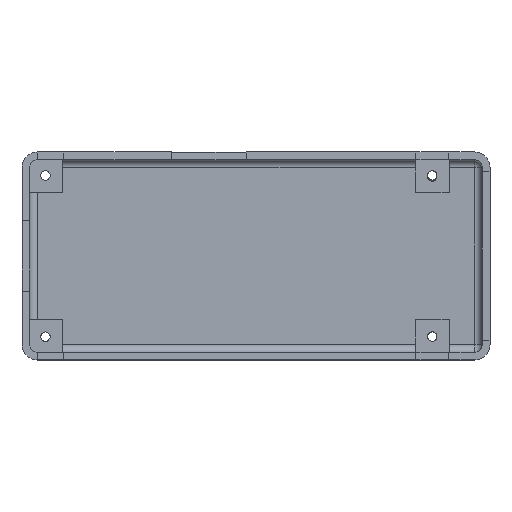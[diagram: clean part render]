
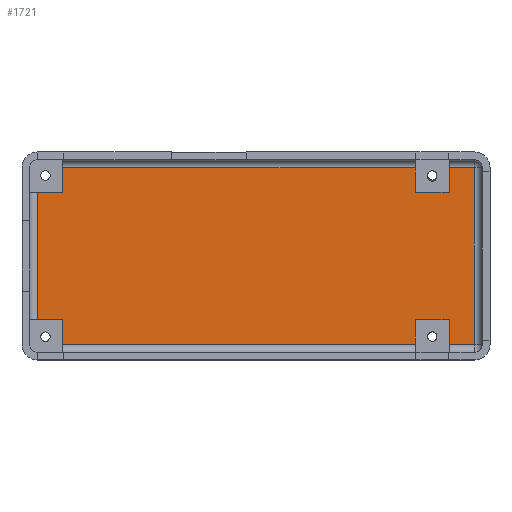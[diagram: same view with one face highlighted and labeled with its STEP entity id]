
A CAD part, top view. The second image highlights one B-rep face of the part: STEP entity #1721.
In plain terms, the highlighted planar face has unit normal (0, 0, 1).
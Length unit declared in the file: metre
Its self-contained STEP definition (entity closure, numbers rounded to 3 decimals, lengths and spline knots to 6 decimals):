
#200=ORIENTED_EDGE('',*,*,#694,.F.);
#201=ORIENTED_EDGE('',*,*,#695,.T.);
#202=ORIENTED_EDGE('',*,*,#696,.T.);
#203=ORIENTED_EDGE('',*,*,#697,.F.);
#204=ORIENTED_EDGE('',*,*,#698,.F.);
#205=ORIENTED_EDGE('',*,*,#699,.T.);
#206=ORIENTED_EDGE('',*,*,#700,.T.);
#207=ORIENTED_EDGE('',*,*,#701,.F.);
#208=ORIENTED_EDGE('',*,*,#702,.F.);
#209=ORIENTED_EDGE('',*,*,#703,.F.);
#210=ORIENTED_EDGE('',*,*,#704,.F.);
#211=ORIENTED_EDGE('',*,*,#705,.F.);
#212=ORIENTED_EDGE('',*,*,#706,.F.);
#213=ORIENTED_EDGE('',*,*,#707,.T.);
#214=ORIENTED_EDGE('',*,*,#708,.F.);
#215=ORIENTED_EDGE('',*,*,#709,.F.);
#694=EDGE_CURVE('',#936,#937,#1086,.T.);
#695=EDGE_CURVE('',#936,#938,#1087,.T.);
#696=EDGE_CURVE('',#938,#939,#1088,.T.);
#697=EDGE_CURVE('',#940,#939,#1089,.T.);
#698=EDGE_CURVE('',#941,#940,#1090,.T.);
#699=EDGE_CURVE('',#941,#942,#1091,.T.);
#700=EDGE_CURVE('',#942,#943,#1092,.T.);
#701=EDGE_CURVE('',#944,#943,#1093,.T.);
#702=EDGE_CURVE('',#945,#944,#1094,.T.);
#703=EDGE_CURVE('',#946,#945,#1095,.T.);
#704=EDGE_CURVE('',#947,#946,#1096,.F.);
#705=EDGE_CURVE('',#948,#947,#1097,.T.);
#706=EDGE_CURVE('',#949,#948,#1098,.T.);
#707=EDGE_CURVE('',#949,#950,#1099,.T.);
#708=EDGE_CURVE('',#951,#950,#1100,.F.);
#709=EDGE_CURVE('',#937,#951,#1101,.F.);
#936=VERTEX_POINT('',#2651);
#937=VERTEX_POINT('',#2652);
#938=VERTEX_POINT('',#2654);
#939=VERTEX_POINT('',#2656);
#940=VERTEX_POINT('',#2658);
#941=VERTEX_POINT('',#2660);
#942=VERTEX_POINT('',#2662);
#943=VERTEX_POINT('',#2664);
#944=VERTEX_POINT('',#2666);
#945=VERTEX_POINT('',#2668);
#946=VERTEX_POINT('',#2670);
#947=VERTEX_POINT('',#2672);
#948=VERTEX_POINT('',#2674);
#949=VERTEX_POINT('',#2676);
#950=VERTEX_POINT('',#2678);
#951=VERTEX_POINT('',#2680);
#1086=LINE('',#2650,#1272);
#1087=LINE('',#2653,#1273);
#1088=LINE('',#2655,#1274);
#1089=LINE('',#2657,#1275);
#1090=LINE('',#2659,#1276);
#1091=LINE('',#2661,#1277);
#1092=LINE('',#2663,#1278);
#1093=LINE('',#2665,#1279);
#1094=LINE('',#2667,#1280);
#1095=LINE('',#2669,#1281);
#1096=LINE('',#2671,#1282);
#1097=LINE('',#2673,#1283);
#1098=LINE('',#2675,#1284);
#1099=LINE('',#2677,#1285);
#1100=LINE('',#2679,#1286);
#1101=LINE('',#2681,#1287);
#1272=VECTOR('',#2089,1.);
#1273=VECTOR('',#2090,1.);
#1274=VECTOR('',#2091,1.);
#1275=VECTOR('',#2092,1.);
#1276=VECTOR('',#2093,1.);
#1277=VECTOR('',#2094,1.);
#1278=VECTOR('',#2095,1.);
#1279=VECTOR('',#2096,1.);
#1280=VECTOR('',#2097,1.);
#1281=VECTOR('',#2098,1.);
#1282=VECTOR('',#2099,1.);
#1283=VECTOR('',#2100,1.);
#1284=VECTOR('',#2101,1.);
#1285=VECTOR('',#2102,1.);
#1286=VECTOR('',#2103,1.);
#1287=VECTOR('',#2104,1.);
#1425=EDGE_LOOP('',(#200,#201,#202,#203,#204,#205,#206,#207,#208,#209,#210,
#211,#212,#213,#214,#215));
#1541=FACE_BOUND('',#1425,.T.);
#1654=PLANE('',#1850);
#1721=ADVANCED_FACE('',(#1541),#1654,.T.);
#1850=AXIS2_PLACEMENT_3D('',#2649,#2087,#2088);
#2087=DIRECTION('',(0.,0.,1.));
#2088=DIRECTION('',(1.,0.,0.));
#2089=DIRECTION('',(1.,0.,0.));
#2090=DIRECTION('',(0.,-1.,0.));
#2091=DIRECTION('',(-1.,0.,0.));
#2092=DIRECTION('',(0.,-1.,0.));
#2093=DIRECTION('',(1.,0.,0.));
#2094=DIRECTION('',(0.,-1.,0.));
#2095=DIRECTION('',(-1.,0.,0.));
#2096=DIRECTION('',(0.,1.,0.));
#2097=DIRECTION('',(-1.,0.,0.));
#2098=DIRECTION('',(0.,1.,0.));
#2099=DIRECTION('',(1.,0.,0.));
#2100=DIRECTION('',(0.,-1.,0.));
#2101=DIRECTION('',(-1.,0.,0.));
#2102=DIRECTION('',(0.,-1.,0.));
#2103=DIRECTION('',(1.,0.,0.));
#2104=DIRECTION('',(0.,1.,0.));
#2649=CARTESIAN_POINT('',(0.,0.,-0.0078));
#2650=CARTESIAN_POINT('',(0.,0.017,-0.0078));
#2651=CARTESIAN_POINT('',(0.03715,0.017,-0.0078));
#2652=CARTESIAN_POINT('',(0.042,0.017,-0.0078));
#2653=CARTESIAN_POINT('',(0.03715,0.0155,-0.0078));
#2654=CARTESIAN_POINT('',(0.03715,0.01225,-0.0078));
#2655=CARTESIAN_POINT('',(0.0339,0.01225,-0.0078));
#2656=CARTESIAN_POINT('',(0.03065,0.01225,-0.0078));
#2657=CARTESIAN_POINT('',(0.03065,0.0155,-0.0078));
#2658=CARTESIAN_POINT('',(0.03065,0.017,-0.0078));
#2659=CARTESIAN_POINT('',(0.,0.017,-0.0078));
#2660=CARTESIAN_POINT('',(-0.037232,0.017,-0.0078));
#2661=CARTESIAN_POINT('',(-0.037232,0.0155,-0.0078));
#2662=CARTESIAN_POINT('',(-0.037232,0.01225,-0.0078));
#2663=CARTESIAN_POINT('',(-0.0405,0.01225,-0.0078));
#2664=CARTESIAN_POINT('',(-0.042,0.01225,-0.0078));
#2665=CARTESIAN_POINT('',(-0.042,0.,-0.0078));
#2666=CARTESIAN_POINT('',(-0.042,-0.01225,-0.0078));
#2667=CARTESIAN_POINT('',(-0.0405,-0.01225,-0.0078));
#2668=CARTESIAN_POINT('',(-0.03725,-0.01225,-0.0078));
#2669=CARTESIAN_POINT('',(-0.03725,-0.0155,-0.0078));
#2670=CARTESIAN_POINT('',(-0.03725,-0.017,-0.0078));
#2671=CARTESIAN_POINT('',(0.,-0.017,-0.0078));
#2672=CARTESIAN_POINT('',(0.03065,-0.017,-0.0078));
#2673=CARTESIAN_POINT('',(0.03065,-0.0155,-0.0078));
#2674=CARTESIAN_POINT('',(0.03065,-0.01225,-0.0078));
#2675=CARTESIAN_POINT('',(0.0339,-0.01225,-0.0078));
#2676=CARTESIAN_POINT('',(0.03715,-0.01225,-0.0078));
#2677=CARTESIAN_POINT('',(0.03715,-0.0155,-0.0078));
#2678=CARTESIAN_POINT('',(0.03715,-0.017,-0.0078));
#2679=CARTESIAN_POINT('',(0.,-0.017,-0.0078));
#2680=CARTESIAN_POINT('',(0.042,-0.017,-0.0078));
#2681=CARTESIAN_POINT('',(0.042,0.,-0.0078));
